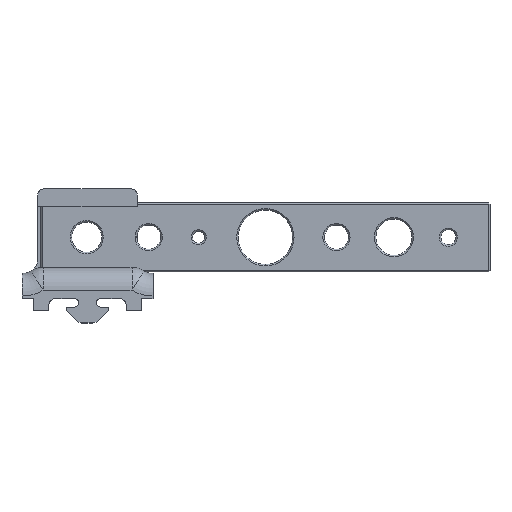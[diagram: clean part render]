
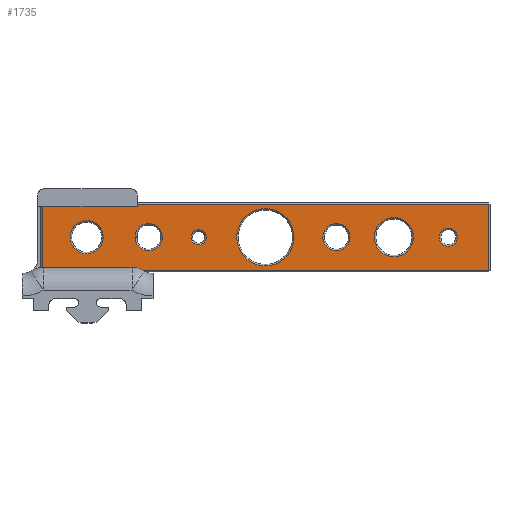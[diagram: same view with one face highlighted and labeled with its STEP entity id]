
A CAD part, top view. The second image highlights one B-rep face of the part: STEP entity #1735.
In plain terms, the highlighted planar face has unit normal (0, 0, 1).
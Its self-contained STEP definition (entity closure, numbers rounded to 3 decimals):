
#36=FACE_BOUND('',#642,.T.);
#37=FACE_BOUND('',#643,.T.);
#38=FACE_BOUND('',#644,.T.);
#39=FACE_BOUND('',#645,.T.);
#40=FACE_BOUND('',#646,.T.);
#41=FACE_BOUND('',#647,.T.);
#42=FACE_BOUND('',#648,.T.);
#81=PLANE('',#1921);
#219=LINE('',#2894,#388);
#220=LINE('',#2896,#389);
#221=LINE('',#2898,#390);
#222=LINE('',#2899,#391);
#388=VECTOR('',#2335,10.);
#389=VECTOR('',#2336,10.);
#390=VECTOR('',#2337,10.);
#391=VECTOR('',#2338,10.);
#540=FACE_OUTER_BOUND('',#641,.T.);
#641=EDGE_LOOP('',(#1511,#1512,#1513,#1514));
#642=EDGE_LOOP('',(#1515));
#643=EDGE_LOOP('',(#1516));
#644=EDGE_LOOP('',(#1517));
#645=EDGE_LOOP('',(#1518));
#646=EDGE_LOOP('',(#1519));
#647=EDGE_LOOP('',(#1520));
#648=EDGE_LOOP('',(#1521));
#751=CIRCLE('',#1919,3.);
#753=CIRCLE('',#1922,6.5);
#754=CIRCLE('',#1923,9.5);
#755=CIRCLE('',#1924,4.5);
#756=CIRCLE('',#1925,5.5);
#757=CIRCLE('',#1926,2.5);
#758=CIRCLE('',#1927,4.5);
#881=VERTEX_POINT('',#2886);
#883=VERTEX_POINT('',#2892);
#884=VERTEX_POINT('',#2893);
#885=VERTEX_POINT('',#2895);
#886=VERTEX_POINT('',#2897);
#887=VERTEX_POINT('',#2900);
#888=VERTEX_POINT('',#2902);
#889=VERTEX_POINT('',#2904);
#890=VERTEX_POINT('',#2906);
#891=VERTEX_POINT('',#2908);
#892=VERTEX_POINT('',#2910);
#1092=EDGE_CURVE('',#881,#881,#751,.T.);
#1095=EDGE_CURVE('',#883,#884,#219,.T.);
#1096=EDGE_CURVE('',#885,#883,#220,.T.);
#1097=EDGE_CURVE('',#886,#885,#221,.T.);
#1098=EDGE_CURVE('',#884,#886,#222,.T.);
#1099=EDGE_CURVE('',#887,#887,#753,.T.);
#1100=EDGE_CURVE('',#888,#888,#754,.T.);
#1101=EDGE_CURVE('',#889,#889,#755,.T.);
#1102=EDGE_CURVE('',#890,#890,#756,.T.);
#1103=EDGE_CURVE('',#891,#891,#757,.T.);
#1104=EDGE_CURVE('',#892,#892,#758,.T.);
#1511=ORIENTED_EDGE('',*,*,#1095,.F.);
#1512=ORIENTED_EDGE('',*,*,#1096,.F.);
#1513=ORIENTED_EDGE('',*,*,#1097,.F.);
#1514=ORIENTED_EDGE('',*,*,#1098,.F.);
#1515=ORIENTED_EDGE('',*,*,#1099,.F.);
#1516=ORIENTED_EDGE('',*,*,#1100,.F.);
#1517=ORIENTED_EDGE('',*,*,#1101,.F.);
#1518=ORIENTED_EDGE('',*,*,#1102,.F.);
#1519=ORIENTED_EDGE('',*,*,#1103,.F.);
#1520=ORIENTED_EDGE('',*,*,#1104,.F.);
#1521=ORIENTED_EDGE('',*,*,#1092,.F.);
#1735=ADVANCED_FACE('',(#540,#36,#37,#38,#39,#40,#41,#42),#81,.T.);
#1919=AXIS2_PLACEMENT_3D('',#2887,#2328,#2329);
#1921=AXIS2_PLACEMENT_3D('',#2891,#2333,#2334);
#1922=AXIS2_PLACEMENT_3D('',#2901,#2339,#2340);
#1923=AXIS2_PLACEMENT_3D('',#2903,#2341,#2342);
#1924=AXIS2_PLACEMENT_3D('',#2905,#2343,#2344);
#1925=AXIS2_PLACEMENT_3D('',#2907,#2345,#2346);
#1926=AXIS2_PLACEMENT_3D('',#2909,#2347,#2348);
#1927=AXIS2_PLACEMENT_3D('',#2911,#2349,#2350);
#2328=DIRECTION('center_axis',(0.,0.,1.));
#2329=DIRECTION('ref_axis',(-1.,0.,0.));
#2333=DIRECTION('center_axis',(0.,0.,1.));
#2334=DIRECTION('ref_axis',(0.,-1.,0.));
#2335=DIRECTION('',(0.,-1.,0.));
#2336=DIRECTION('',(1.,0.,0.));
#2337=DIRECTION('',(0.,1.,0.));
#2338=DIRECTION('',(-1.,0.,0.));
#2339=DIRECTION('center_axis',(0.,0.,1.));
#2340=DIRECTION('ref_axis',(-1.,0.,0.));
#2341=DIRECTION('center_axis',(0.,0.,1.));
#2342=DIRECTION('ref_axis',(-1.,0.,0.));
#2343=DIRECTION('center_axis',(0.,0.,1.));
#2344=DIRECTION('ref_axis',(-1.,0.,0.));
#2345=DIRECTION('center_axis',(0.,0.,1.));
#2346=DIRECTION('ref_axis',(-1.,0.,0.));
#2347=DIRECTION('center_axis',(0.,0.,1.));
#2348=DIRECTION('ref_axis',(-1.,0.,0.));
#2349=DIRECTION('center_axis',(0.,0.,1.));
#2350=DIRECTION('ref_axis',(-1.,0.,0.));
#2886=CARTESIAN_POINT('',(122.711,33.175,45.979));
#2887=CARTESIAN_POINT('Origin',(119.711,33.175,45.979));
#2891=CARTESIAN_POINT('Origin',(38.5,39.66,45.979));
#2892=CARTESIAN_POINT('',(133.,44.16,45.979));
#2893=CARTESIAN_POINT('',(133.,22.19,45.979));
#2894=CARTESIAN_POINT('',(133.,39.657,45.979));
#2895=CARTESIAN_POINT('',(-15.,44.16,45.979));
#2896=CARTESIAN_POINT('',(38.5,44.16,45.979));
#2897=CARTESIAN_POINT('',(-15.,22.19,45.979));
#2898=CARTESIAN_POINT('',(-15.,39.657,45.979));
#2899=CARTESIAN_POINT('',(38.5,22.19,45.979));
#2900=CARTESIAN_POINT('',(108.139,33.175,45.979));
#2901=CARTESIAN_POINT('Origin',(101.639,33.175,45.979));
#2902=CARTESIAN_POINT('',(68.497,33.175,45.979));
#2903=CARTESIAN_POINT('Origin',(58.997,33.175,45.979));
#2904=CARTESIAN_POINT('',(24.782,33.175,45.979));
#2905=CARTESIAN_POINT('Origin',(20.282,33.175,45.979));
#2906=CARTESIAN_POINT('',(5.211,33.175,45.979));
#2907=CARTESIAN_POINT('Origin',(-0.289,33.175,45.979));
#2908=CARTESIAN_POINT('',(39.354,33.175,45.979));
#2909=CARTESIAN_POINT('Origin',(36.854,33.175,45.979));
#2910=CARTESIAN_POINT('',(87.068,33.175,45.979));
#2911=CARTESIAN_POINT('Origin',(82.568,33.175,45.979));
